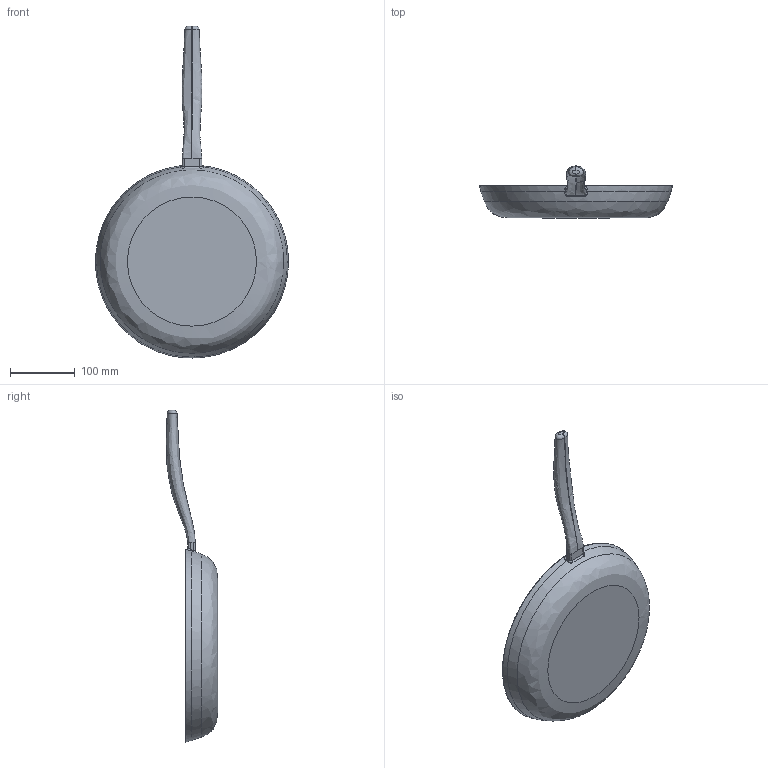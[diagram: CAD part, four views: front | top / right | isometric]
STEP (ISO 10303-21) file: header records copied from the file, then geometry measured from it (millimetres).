
FILE_DESCRIPTION(/* description */ (''),/* implementation_level */ '2;1');
FILE_NAME(/* name */ 'Frying pan.step',/* time_stamp */ '2014-12-21T11:58:27+01:00',/* author */ ('Elev'),/* organization */ (''),/* preprocessor_version */ 'ST-DEVELOPER v15.6',/* originating_system */ 'Autodesk Inventor 2015',/* authorisation */ '');
FILE_SCHEMA (('AUTOMOTIVE_DESIGN { 1 0 10303 214 3 1 1 }'));
Length unit declared in the file: millimetre
Products named in the file (1): Frying pan
Bounding box: 298.62 x 79.89 x 514.35 mm (x, y, z)
Volume: 353007.6 mm3; surface area: 206093.2 mm2
Topology: 1 solids, 1 shells, 310 faces, 887 edges, 581 vertices
Faces by surface type: bspline 181, plane 125, sphere 2, cylinder 2
Entity records: 16041 total; most frequent: CARTESIAN_POINT 9190, ORIENTED_EDGE 1766, EDGE_CURVE 883, DIRECTION 656, VERTEX_POINT 581, B_SPLINE_CURVE_WITH_KNOTS 513, LINE 344, VECTOR 344
